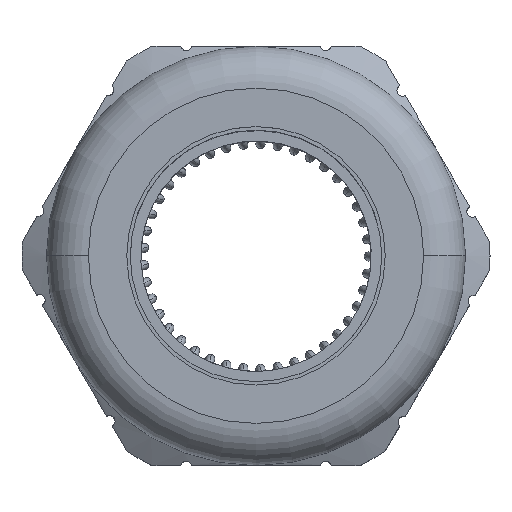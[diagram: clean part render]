
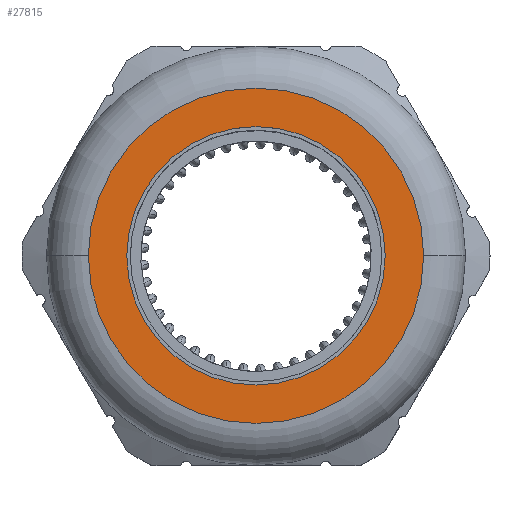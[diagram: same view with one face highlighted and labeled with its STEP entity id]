
A CAD part, top view. The second image highlights one B-rep face of the part: STEP entity #27815.
In plain terms, the highlighted planar face has unit normal (0, 0, 1).
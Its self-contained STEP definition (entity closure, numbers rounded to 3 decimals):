
#27738=AXIS2_PLACEMENT_3D('Circle Axis2P3D',#27736,#27737,$) ;
#27773=AXIS2_PLACEMENT_3D('Circle Axis2P3D',#27771,#27772,$) ;
#27791=AXIS2_PLACEMENT_3D('Plane Axis2P3D',#27788,#27789,#27790) ;
#27795=AXIS2_PLACEMENT_3D('Circle Axis2P3D',#27793,#27794,$) ;
#27804=AXIS2_PLACEMENT_3D('Circle Axis2P3D',#27802,#27803,$) ;
#27736=CARTESIAN_POINT('Axis2P3D Location',(16.75,15.,32.55)) ;
#27740=CARTESIAN_POINT('Vertex',(26.,15.,32.55)) ;
#27742=CARTESIAN_POINT('Vertex',(7.5,15.,32.55)) ;
#27771=CARTESIAN_POINT('Axis2P3D Location',(16.75,15.,32.55)) ;
#27788=CARTESIAN_POINT('Axis2P3D Location',(16.75,15.,32.55)) ;
#27793=CARTESIAN_POINT('Axis2P3D Location',(16.75,15.,32.55)) ;
#27797=CARTESIAN_POINT('Vertex',(28.75,15.,32.55)) ;
#27799=CARTESIAN_POINT('Vertex',(4.75,15.,32.55)) ;
#27802=CARTESIAN_POINT('Axis2P3D Location',(16.75,15.,32.55)) ;
#27737=DIRECTION('Axis2P3D Direction',(0.,0.,-1.)) ;
#27772=DIRECTION('Axis2P3D Direction',(0.,0.,-1.)) ;
#27789=DIRECTION('Axis2P3D Direction',(0.,0.,1.)) ;
#27790=DIRECTION('Axis2P3D XDirection',(1.,0.,0.)) ;
#27794=DIRECTION('Axis2P3D Direction',(0.,0.,1.)) ;
#27803=DIRECTION('Axis2P3D Direction',(0.,0.,1.)) ;
#27808=ORIENTED_EDGE('',*,*,#27801,.T.) ;
#27809=ORIENTED_EDGE('',*,*,#27806,.T.) ;
#27812=ORIENTED_EDGE('',*,*,#27775,.T.) ;
#27813=ORIENTED_EDGE('',*,*,#27744,.T.) ;
#27814=FACE_BOUND('',#27811,.T.) ;
#27815=ADVANCED_FACE('Hauptk\X2\00F6\X0\rper',(#27810,#27814),#27792,.T.) ;
#27739=CIRCLE('generated circle',#27738,9.25) ;
#27774=CIRCLE('generated circle',#27773,9.25) ;
#27796=CIRCLE('generated circle',#27795,12.) ;
#27805=CIRCLE('generated circle',#27804,12.) ;
#27744=EDGE_CURVE('',#27741,#27743,#27739,.T.) ;
#27775=EDGE_CURVE('',#27743,#27741,#27774,.T.) ;
#27801=EDGE_CURVE('',#27798,#27800,#27796,.T.) ;
#27806=EDGE_CURVE('',#27800,#27798,#27805,.T.) ;
#27807=EDGE_LOOP('',(#27808,#27809)) ;
#27811=EDGE_LOOP('',(#27812,#27813)) ;
#27810=FACE_OUTER_BOUND('',#27807,.T.) ;
#27792=PLANE('',#27791) ;
#27741=VERTEX_POINT('',#27740) ;
#27743=VERTEX_POINT('',#27742) ;
#27798=VERTEX_POINT('',#27797) ;
#27800=VERTEX_POINT('',#27799) ;
